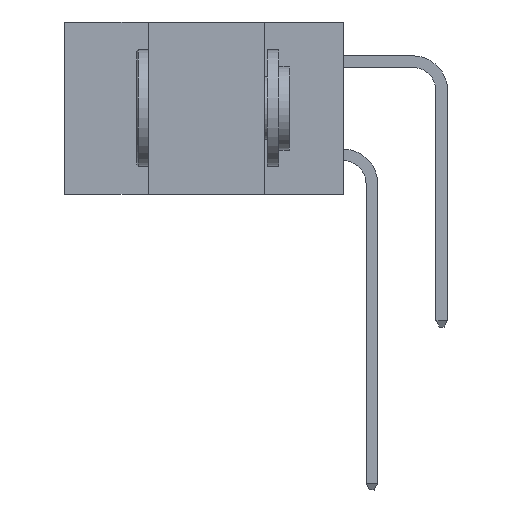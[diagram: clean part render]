
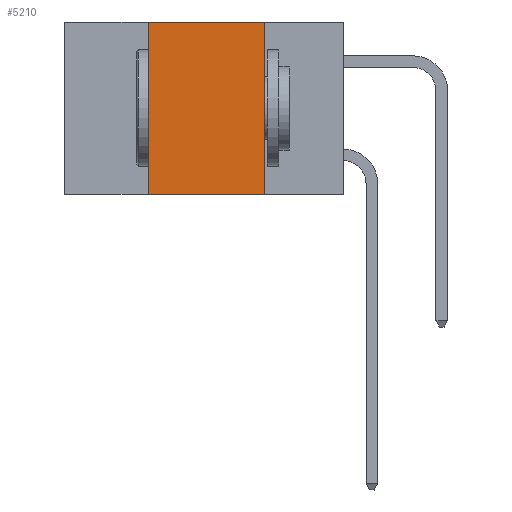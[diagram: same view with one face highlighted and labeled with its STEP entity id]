
A CAD part, left-side view. The second image highlights one B-rep face of the part: STEP entity #5210.
In plain terms, the highlighted planar face has unit normal (-1, 0, 0).
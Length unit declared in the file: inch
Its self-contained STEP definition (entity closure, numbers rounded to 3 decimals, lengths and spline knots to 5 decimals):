
#1000 = VECTOR ( 'NONE', #14977, 39.37008 ) ;
#1102 = PLANE ( 'NONE',  #10826 ) ;
#1739 = DIRECTION ( 'NONE',  ( 1., 0., 0. ) ) ;
#1823 = CARTESIAN_POINT ( 'NONE',  ( 0., 0.42, -0.37 ) ) ;
#1917 = LINE ( 'NONE', #23213, #24950 ) ;
#2997 = CARTESIAN_POINT ( 'NONE',  ( 0., 0.42, 0. ) ) ;
#3069 = ORIENTED_EDGE ( 'NONE', *, *, #15577, .F. ) ;
#5162 = DIRECTION ( 'NONE',  ( 0., -1., 0. ) ) ;
#5210 = ADVANCED_FACE ( 'NONE', ( #11306 ), #1102, .F. ) ;
#5778 = VECTOR ( 'NONE', #15155, 39.37008 ) ;
#5914 = VERTEX_POINT ( 'NONE', #6341 ) ;
#6341 = CARTESIAN_POINT ( 'NONE',  ( 0., 0.17, -0.37 ) ) ;
#7001 = LINE ( 'NONE', #21162, #5778 ) ;
#7127 = VERTEX_POINT ( 'NONE', #2997 ) ;
#8803 = EDGE_LOOP ( 'NONE', ( #3069, #19555, #10832, #15957 ) ) ;
#9729 = DIRECTION ( 'NONE',  ( 0., 0., -1. ) ) ;
#9742 = VECTOR ( 'NONE', #13933, 39.37008 ) ;
#10224 = VERTEX_POINT ( 'NONE', #1823 ) ;
#10371 = LINE ( 'NONE', #18123, #9742 ) ;
#10826 = AXIS2_PLACEMENT_3D ( 'NONE', #17306, #1739, #9729 ) ;
#10832 = ORIENTED_EDGE ( 'NONE', *, *, #13932, .F. ) ;
#11040 = CARTESIAN_POINT ( 'NONE',  ( 0., 0.17, 0. ) ) ;
#11306 = FACE_OUTER_BOUND ( 'NONE', #8803, .T. ) ;
#11589 = EDGE_CURVE ( 'NONE', #10224, #5914, #1917, .T. ) ;
#13932 = EDGE_CURVE ( 'NONE', #10224, #7127, #7001, .T. ) ;
#13933 = DIRECTION ( 'NONE',  ( 0., -1., 0. ) ) ;
#14977 = DIRECTION ( 'NONE',  ( 0., 0., -1. ) ) ;
#15155 = DIRECTION ( 'NONE',  ( 0., 0., 1. ) ) ;
#15212 = LINE ( 'NONE', #22869, #1000 ) ;
#15577 = EDGE_CURVE ( 'NONE', #25395, #5914, #15212, .T. ) ;
#15957 = ORIENTED_EDGE ( 'NONE', *, *, #11589, .T. ) ;
#17306 = CARTESIAN_POINT ( 'NONE',  ( 0., 0.6, 0. ) ) ;
#18123 = CARTESIAN_POINT ( 'NONE',  ( 0., 0.6, 0. ) ) ;
#19555 = ORIENTED_EDGE ( 'NONE', *, *, #24046, .F. ) ;
#21162 = CARTESIAN_POINT ( 'NONE',  ( 0., 0.42, 0. ) ) ;
#22869 = CARTESIAN_POINT ( 'NONE',  ( 0., 0.17, 0. ) ) ;
#23213 = CARTESIAN_POINT ( 'NONE',  ( 0., 0.6, -0.37 ) ) ;
#24046 = EDGE_CURVE ( 'NONE', #7127, #25395, #10371, .T. ) ;
#24950 = VECTOR ( 'NONE', #5162, 39.37008 ) ;
#25395 = VERTEX_POINT ( 'NONE', #11040 ) ;
